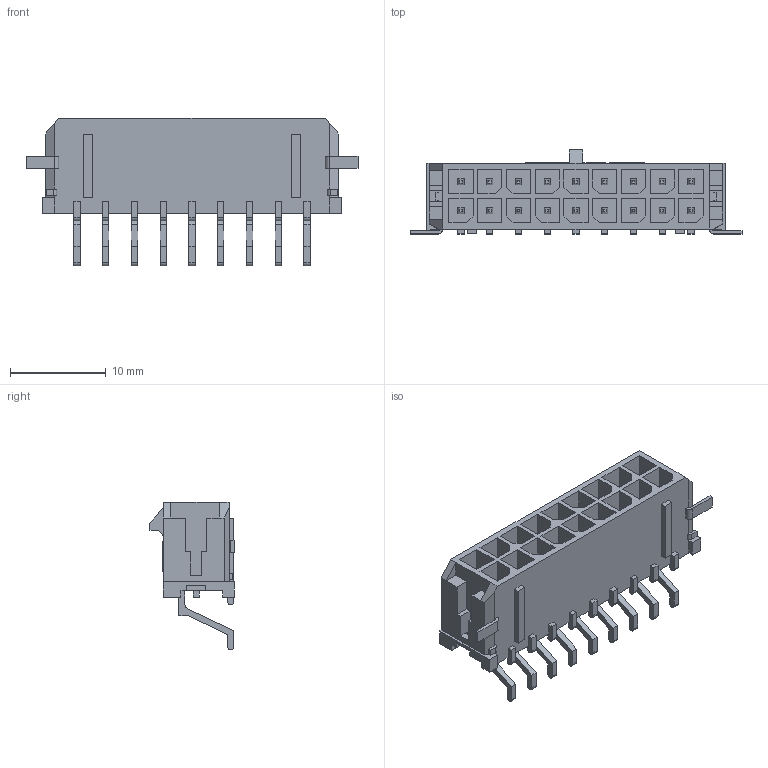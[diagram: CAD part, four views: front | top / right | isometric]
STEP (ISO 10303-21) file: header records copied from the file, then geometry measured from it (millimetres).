
FILE_DESCRIPTION(/* description */ (''),/* implementation_level */ '2;1');
FILE_NAME(/* name */ 'METUPowerLab_Connectors_SignalConnectors_430451809.step',/* time_stamp */ '2025-05-25T21:20:43+03:00',/* author */ (''),/* organization */ (''),/* preprocessor_version */ 'ST-DEVELOPER v20.1',/* originating_system */ 'Autodesk Translation Framework v14.10.0.0',/* authorisation */ '');
FILE_SCHEMA (('AUTOMOTIVE_DESIGN { 1 0 10303 214 3 1 1 }'));
Length unit declared in the file: millimetre
Products named in the file (1): 430451809
Bounding box: 34.65 x 8.77 x 15.4 mm (x, y, z)
Volume: 1248.3 mm3; surface area: 2970.5 mm2
Topology: 1 solids, 10 shells, 881 faces, 2278 edges, 1466 vertices
Faces by surface type: plane 771, bspline 76, cylinder 34
Entity records: 26718 total; most frequent: CARTESIAN_POINT 5614, ORIENTED_EDGE 4556, DIRECTION 3806, EDGE_CURVE 2278, LINE 2058, VECTOR 2058, VERTEX_POINT 1466, EDGE_LOOP 930
